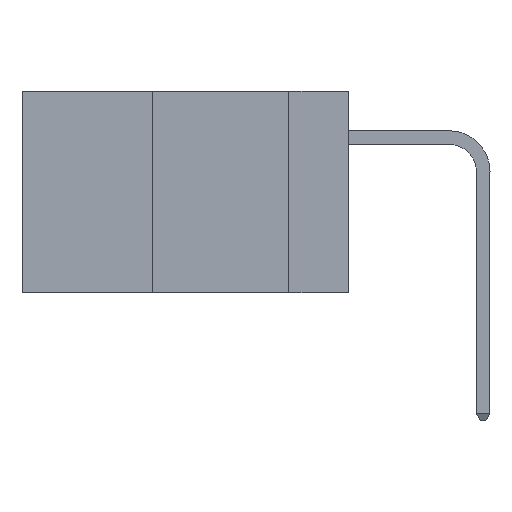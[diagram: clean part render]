
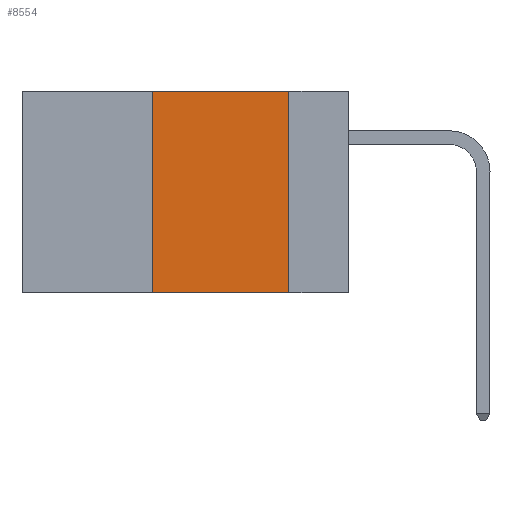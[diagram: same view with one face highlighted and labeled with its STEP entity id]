
A CAD part, left-side view. The second image highlights one B-rep face of the part: STEP entity #8554.
In plain terms, the highlighted planar face has unit normal (-1, 0, 0).
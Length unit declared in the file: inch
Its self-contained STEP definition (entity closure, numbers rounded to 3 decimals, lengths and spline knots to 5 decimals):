
#63 = ORIENTED_EDGE ( 'NONE', *, *, #7073, .T. ) ;
#91 = PLANE ( 'NONE',  #6493 ) ;
#317 = ORIENTED_EDGE ( 'NONE', *, *, #8935, .F. ) ;
#515 = VERTEX_POINT ( 'NONE', #3361 ) ;
#659 = VECTOR ( 'NONE', #2343, 39.37008 ) ;
#868 = LINE ( 'NONE', #7023, #659 ) ;
#1019 = CARTESIAN_POINT ( 'NONE',  ( 0., 0.6, 0. ) ) ;
#1052 = DIRECTION ( 'NONE',  ( 0., 0., -1. ) ) ;
#1503 = CARTESIAN_POINT ( 'NONE',  ( 0., 0.36, 0. ) ) ;
#1519 = ORIENTED_EDGE ( 'NONE', *, *, #7250, .F. ) ;
#1967 = DIRECTION ( 'NONE',  ( 0., -1., 0. ) ) ;
#2343 = DIRECTION ( 'NONE',  ( 0., -1., 0. ) ) ;
#3056 = DIRECTION ( 'NONE',  ( 0., 0., 1. ) ) ;
#3092 = CARTESIAN_POINT ( 'NONE',  ( 0., 0.11, 0. ) ) ;
#3126 = FACE_OUTER_BOUND ( 'NONE', #6546, .T. ) ;
#3191 = VECTOR ( 'NONE', #4727, 39.37008 ) ;
#3361 = CARTESIAN_POINT ( 'NONE',  ( 0., 0.11, -0.37 ) ) ;
#3721 = CARTESIAN_POINT ( 'NONE',  ( 0., 0.36, -0.37 ) ) ;
#3744 = CARTESIAN_POINT ( 'NONE',  ( 0., 0.6, -0.37 ) ) ;
#4149 = LINE ( 'NONE', #3092, #3191 ) ;
#4659 = LINE ( 'NONE', #9206, #4702 ) ;
#4702 = VECTOR ( 'NONE', #3056, 39.37008 ) ;
#4727 = DIRECTION ( 'NONE',  ( 0., 0., -1. ) ) ;
#5038 = VECTOR ( 'NONE', #1967, 39.37008 ) ;
#5172 = LINE ( 'NONE', #3744, #5038 ) ;
#5210 = CARTESIAN_POINT ( 'NONE',  ( 0., 0.11, 0. ) ) ;
#6167 = DIRECTION ( 'NONE',  ( 1., 0., 0. ) ) ;
#6493 = AXIS2_PLACEMENT_3D ( 'NONE', #1019, #6167, #1052 ) ;
#6546 = EDGE_LOOP ( 'NONE', ( #1519, #317, #8673, #63 ) ) ;
#7023 = CARTESIAN_POINT ( 'NONE',  ( 0., 0.6, 0. ) ) ;
#7073 = EDGE_CURVE ( 'NONE', #8437, #515, #5172, .T. ) ;
#7177 = EDGE_CURVE ( 'NONE', #8437, #8058, #4659, .T. ) ;
#7250 = EDGE_CURVE ( 'NONE', #8320, #515, #4149, .T. ) ;
#8058 = VERTEX_POINT ( 'NONE', #1503 ) ;
#8320 = VERTEX_POINT ( 'NONE', #5210 ) ;
#8437 = VERTEX_POINT ( 'NONE', #3721 ) ;
#8554 = ADVANCED_FACE ( 'NONE', ( #3126 ), #91, .F. ) ;
#8673 = ORIENTED_EDGE ( 'NONE', *, *, #7177, .F. ) ;
#8935 = EDGE_CURVE ( 'NONE', #8058, #8320, #868, .T. ) ;
#9206 = CARTESIAN_POINT ( 'NONE',  ( 0., 0.36, 0. ) ) ;
